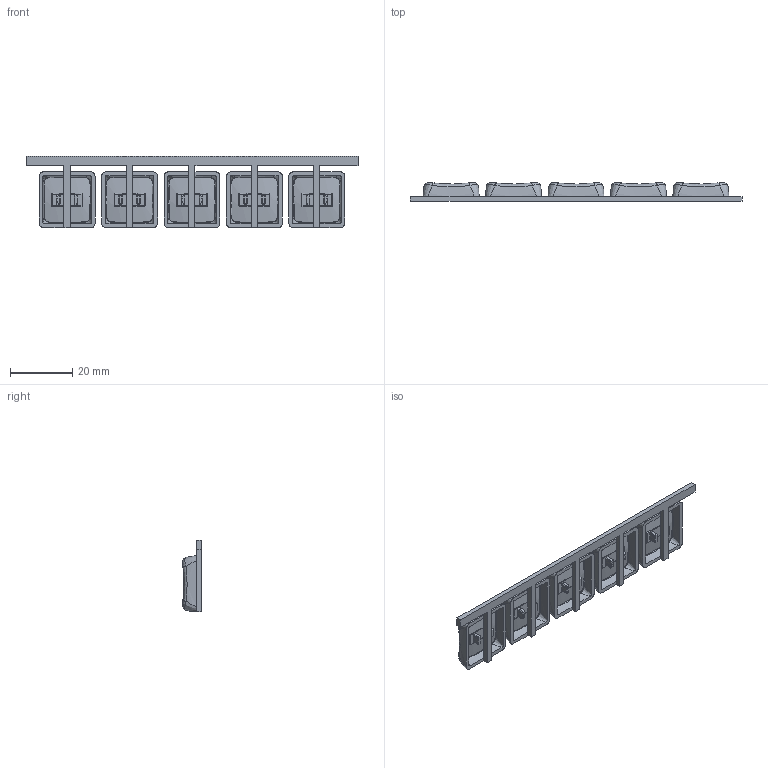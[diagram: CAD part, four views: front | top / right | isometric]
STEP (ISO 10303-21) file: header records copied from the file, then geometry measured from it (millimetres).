
FILE_DESCRIPTION(/* description */ (''),/* implementation_level */ '2;1');
FILE_NAME(/* name */ '1u-sprue.step',/* time_stamp */ '2022-10-24T17:54:18+03:00',/* author */ (''),/* organization */ (''),/* preprocessor_version */ 'ST-DEVELOPER v19.2',/* originating_system */ 'Autodesk Translation Framework v11.17.0.187',/* authorisation */ '');
FILE_SCHEMA (('AUTOMOTIVE_DESIGN { 1 0 10303 214 3 1 1 }'));
Length unit declared in the file: millimetre
Products named in the file (1): 1u (1)
Bounding box: 106.36 x 5.98 x 22.9 mm (x, y, z)
Volume: 3705.5 mm3; surface area: 6901.3 mm2
Topology: 1 solids, 1 shells, 711 faces, 1902 edges, 1198 vertices
Faces by surface type: plane 481, bspline 130, cylinder 80, sphere 20
Entity records: 27646 total; most frequent: CARTESIAN_POINT 11082, ORIENTED_EDGE 3804, DIRECTION 2786, EDGE_CURVE 1902, LINE 1342, VECTOR 1342, VERTEX_POINT 1198, EDGE_LOOP 726
